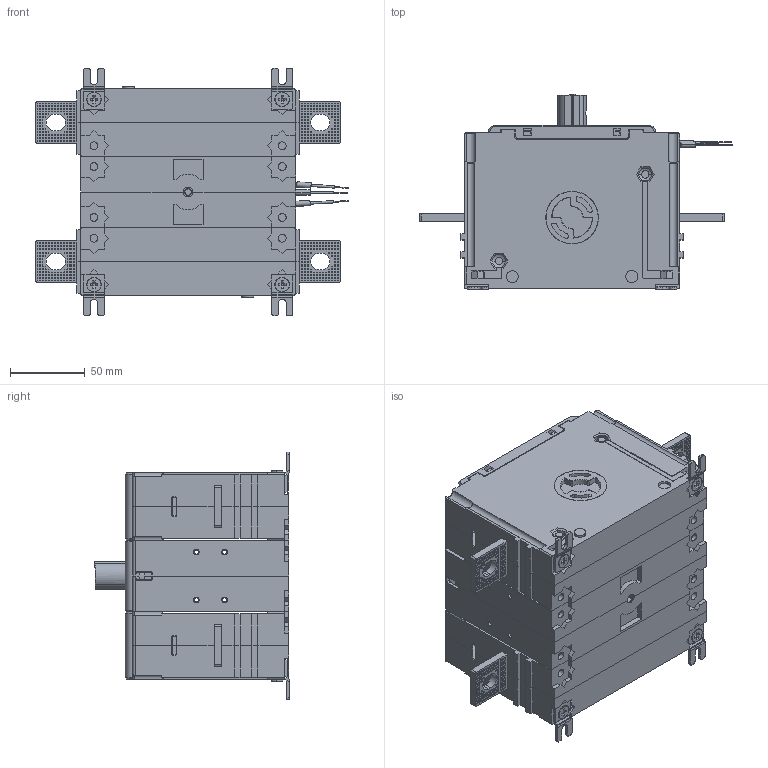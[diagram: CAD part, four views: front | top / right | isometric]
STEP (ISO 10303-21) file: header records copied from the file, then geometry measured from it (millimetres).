
FILE_DESCRIPTION((''),'2;1');
FILE_NAME('CDGNE400211ZJ111','2024-08-23T',('di.shen'),(''),'PRO/ENGINEER BY PARAMETRIC TECHNOLOGY CORPORATION, 2015440','PRO/ENGINEER BY PARAMETRIC TECHNOLOGY CORPORATION, 2015440','');
FILE_SCHEMA(('CONFIG_CONTROL_DESIGN'));
Products named in the file (1): CDGNE400211ZJ111
Bounding box: 209.26 x 130.7 x 166 mm (x, y, z)
Surface area: 197064.7 mm2 (no closed solid volume)
Topology: 0 solids, 1177 shells, 2384 faces, 13744 edges, 12468 vertices
Faces by surface type: plane 2023, cylinder 234, cone 97, torus 18, sphere 12
Entity records: 133250 total; most frequent: CARTESIAN_POINT 29286, DIRECTION 19479, ORIENTED_EDGE 16398, EDGE_CURVE 13744, VECTOR 12561, LINE 12561, VERTEX_POINT 12468, EDGE_LOOP 3624
